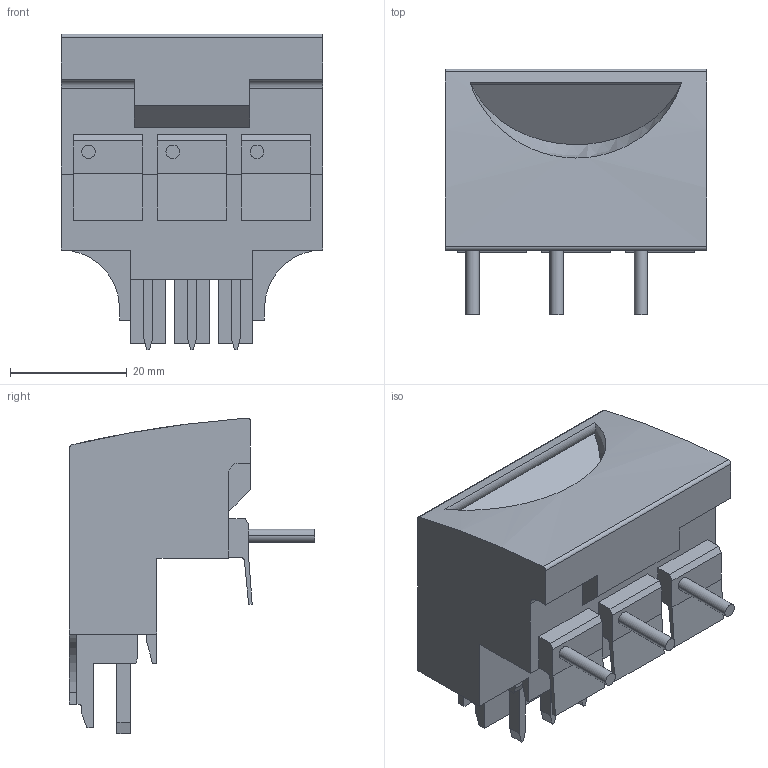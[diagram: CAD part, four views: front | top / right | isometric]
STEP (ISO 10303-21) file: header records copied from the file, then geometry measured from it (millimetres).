
FILE_DESCRIPTION(/* description */ (''),/* implementation_level */ '2;1');
FILE_NAME(/* name */ 'G_IC03_XX_02883V.stp',/* time_stamp */ '2024-11-27T11:41:36+01:00',/* author */ (''),/* organization */ (''),/* preprocessor_version */ 'ST-DEVELOPER v18.101',/* originating_system */ 'SIEMENS PLM Software NX 2007',/* authorisation */ '');
FILE_SCHEMA (('AUTOMOTIVE_DESIGN { 1 0 10303 214 3 1 1 1 }'));
Length unit declared in the file: millimetre
Products named in the file (1): G_IC03_XX_02883V
Bounding box: 44.8 x 42 x 54.05 mm (x, y, z)
Volume: 36325.2 mm3; surface area: 11369.2 mm2
Topology: 1 solids, 1 shells, 128 faces, 343 edges, 228 vertices
Faces by surface type: plane 105, cylinder 21, bspline 2
Entity records: 4933 total; most frequent: CARTESIAN_POINT 774, ORIENTED_EDGE 686, DIRECTION 635, EDGE_CURVE 343, LINE 297, VECTOR 297, VERTEX_POINT 228, AXIS2_PLACEMENT_3D 169
